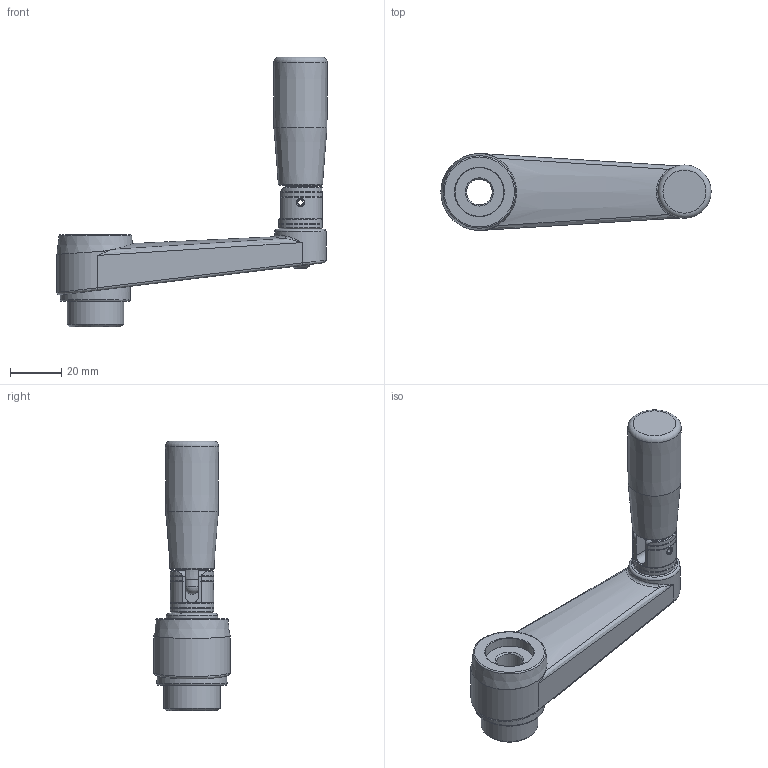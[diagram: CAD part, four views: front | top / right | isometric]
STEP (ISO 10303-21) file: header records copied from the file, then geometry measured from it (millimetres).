
FILE_DESCRIPTION( ( 'Unknown' ), '1' );
FILE_NAME( '6335330_MV080_PMR.stp', 'Unknown', ( 'Unknown' ), ( 'Unknown' ), 'PSStep 11.0', 'Unknown', ' ' );
FILE_SCHEMA( ( 'AUTOMOTIVE_DESIGN { 1 0 10303 214 1 1 1 1 }' ) );
Length unit declared in the file: millimetre
Products named in the file (1): 1833030
Bounding box: 105.4 x 29.94 x 105.2 mm (x, y, z)
Volume: 48016.9 mm3; surface area: 24166.8 mm2
Topology: 1 solids, 3 shells, 348 faces, 913 edges, 576 vertices
Faces by surface type: plane 143, cylinder 128, bspline 36, cone 28, torus 12, sphere 1
Full cylindrical faces by diameter (mm): 2.2 x1, 2.5 x1, 3.2 x2, 3.5 x1, 4.134 x1, 5 x1, 5.5 x1, 6.4 x2, 6.5 x1, 7 x1, 8.2 x1, 9 x1, 10 x3, 10.7 x1, 11 x1, 12 x1, 17 x2, 19 x1, 20 x1, 22 x1, 27.306 x1
Entity records: 20342 total; most frequent: CARTESIAN_POINT 9594, ORIENTED_EDGE 1654, DIRECTION 1592, EDGE_CURVE 827, AXIS2_PLACEMENT_3D 628, VERTEX_POINT 549, EDGE_LOOP 432, FACE_OUTER_BOUND 384
